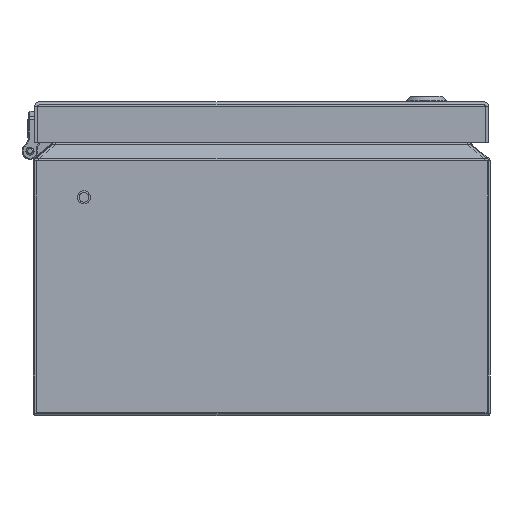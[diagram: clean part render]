
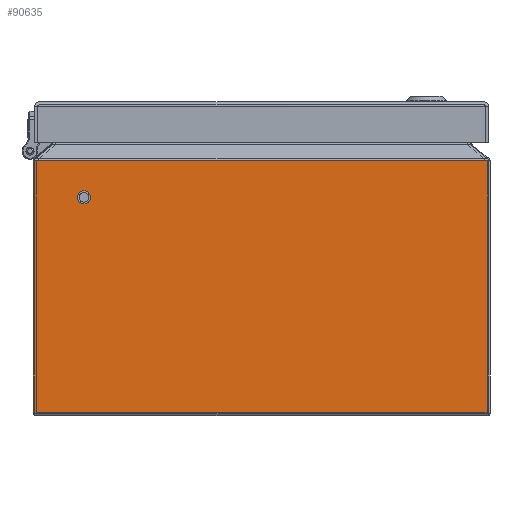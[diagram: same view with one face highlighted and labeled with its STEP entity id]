
A CAD part, front view. The second image highlights one B-rep face of the part: STEP entity #90635.
In plain terms, the highlighted planar face has unit normal (0, -1, 0).
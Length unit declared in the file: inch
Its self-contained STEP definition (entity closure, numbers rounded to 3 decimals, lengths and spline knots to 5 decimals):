
#392 = CARTESIAN_POINT ( 'NONE',  ( 4.47, -12., 0.05 ) ) ;
#850 = ORIENTED_EDGE ( 'NONE', *, *, #125919, .T. ) ;
#13123 = VECTOR ( 'NONE', #117066, 39.37008 ) ;
#14563 = ORIENTED_EDGE ( 'NONE', *, *, #42705, .F. ) ;
#23123 = EDGE_LOOP ( 'NONE', ( #850, #91760, #14563, #111164 ) ) ;
#26459 = VECTOR ( 'NONE', #84740, 39.37008 ) ;
#33120 = DIRECTION ( 'NONE',  ( 0., 1., 0. ) ) ;
#35289 = DIRECTION ( 'NONE',  ( 0., 0., -1. ) ) ;
#36961 = VERTEX_POINT ( 'NONE', #113235 ) ;
#42705 = EDGE_CURVE ( 'NONE', #86033, #151708, #45355, .T. ) ;
#45355 = LINE ( 'NONE', #114020, #13123 ) ;
#54497 = LINE ( 'NONE', #392, #121688 ) ;
#56197 = FACE_OUTER_BOUND ( 'NONE', #23123, .T. ) ;
#62856 = CARTESIAN_POINT ( 'NONE',  ( 4.47, -12., 0.05 ) ) ;
#72393 = LINE ( 'NONE', #96286, #26459 ) ;
#80149 = DIRECTION ( 'NONE',  ( 0., 0., 1. ) ) ;
#80961 = VERTEX_POINT ( 'NONE', #97812 ) ;
#84740 = DIRECTION ( 'NONE',  ( -1., 0., 0. ) ) ;
#86033 = VERTEX_POINT ( 'NONE', #101523 ) ;
#90635 = ADVANCED_FACE ( 'NONE', ( #56197 ), #91689, .F. ) ;
#91689 = PLANE ( 'NONE',  #119430 ) ;
#91760 = ORIENTED_EDGE ( 'NONE', *, *, #125366, .T. ) ;
#93619 = DIRECTION ( 'NONE',  ( 1., 0., 0. ) ) ;
#96286 = CARTESIAN_POINT ( 'NONE',  ( 4.47, -12., 5.02169 ) ) ;
#96852 = EDGE_CURVE ( 'NONE', #86033, #80961, #72393, .T. ) ;
#97812 = CARTESIAN_POINT ( 'NONE',  ( -4.47, -12., 5.02169 ) ) ;
#101523 = CARTESIAN_POINT ( 'NONE',  ( 4.47, -12., 5.02169 ) ) ;
#106218 = LINE ( 'NONE', #127841, #116852 ) ;
#111164 = ORIENTED_EDGE ( 'NONE', *, *, #96852, .T. ) ;
#113235 = CARTESIAN_POINT ( 'NONE',  ( -4.47, -12., 0.05 ) ) ;
#114020 = CARTESIAN_POINT ( 'NONE',  ( 4.47, -12., 5.04528 ) ) ;
#116852 = VECTOR ( 'NONE', #35289, 39.37008 ) ;
#117066 = DIRECTION ( 'NONE',  ( 0., 0., -1. ) ) ;
#119430 = AXIS2_PLACEMENT_3D ( 'NONE', #138707, #33120, #80149 ) ;
#121688 = VECTOR ( 'NONE', #93619, 39.37008 ) ;
#125366 = EDGE_CURVE ( 'NONE', #36961, #151708, #54497, .T. ) ;
#125919 = EDGE_CURVE ( 'NONE', #80961, #36961, #106218, .T. ) ;
#127841 = CARTESIAN_POINT ( 'NONE',  ( -4.47, -12., 5.04528 ) ) ;
#138707 = CARTESIAN_POINT ( 'NONE',  ( 4.47, -12., 5.04528 ) ) ;
#151708 = VERTEX_POINT ( 'NONE', #62856 ) ;
